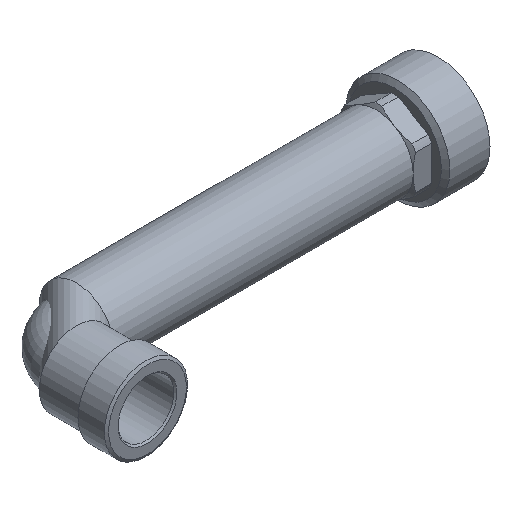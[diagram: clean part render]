
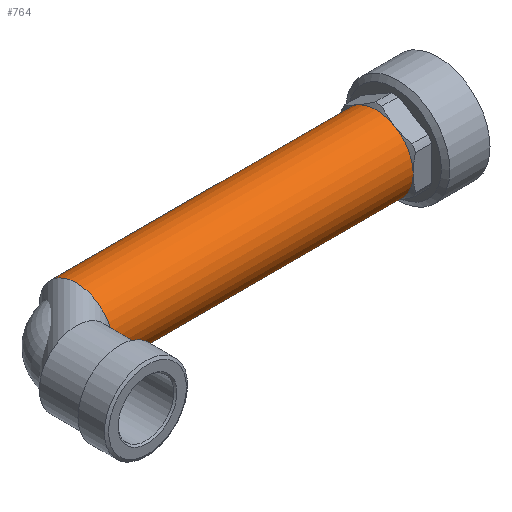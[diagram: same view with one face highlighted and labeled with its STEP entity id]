
A CAD part, isometric view. The second image highlights one B-rep face of the part: STEP entity #764.
In plain terms, the highlighted cylindrical face has radius 12 mm (diameter 24 mm), a full revolution.
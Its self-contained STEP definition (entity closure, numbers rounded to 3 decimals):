
#83=CYLINDRICAL_SURFACE('',#826,12.);
#140=ORIENTED_EDGE('',*,*,#261,.T.);
#141=ORIENTED_EDGE('',*,*,#258,.T.);
#142=ORIENTED_EDGE('',*,*,#255,.T.);
#143=ORIENTED_EDGE('',*,*,#249,.T.);
#144=ORIENTED_EDGE('',*,*,#251,.T.);
#145=ORIENTED_EDGE('',*,*,#264,.T.);
#146=ORIENTED_EDGE('',*,*,#266,.F.);
#249=EDGE_CURVE('',#315,#314,#349,.T.);
#251=EDGE_CURVE('',#314,#316,#350,.T.);
#255=EDGE_CURVE('',#317,#315,#351,.T.);
#258=EDGE_CURVE('',#318,#317,#352,.T.);
#261=EDGE_CURVE('',#319,#318,#353,.T.);
#264=EDGE_CURVE('',#316,#319,#354,.T.);
#266=EDGE_CURVE('',#320,#320,#355,.F.);
#314=VERTEX_POINT('',#1100);
#315=VERTEX_POINT('',#1102);
#316=VERTEX_POINT('',#1109);
#317=VERTEX_POINT('',#1124);
#318=VERTEX_POINT('',#1135);
#319=VERTEX_POINT('',#1146);
#320=VERTEX_POINT('',#1163);
#349=CIRCLE('',#815,12.);
#350=CIRCLE('',#817,12.);
#351=CIRCLE('',#819,12.);
#352=CIRCLE('',#821,12.);
#353=CIRCLE('',#823,12.);
#354=CIRCLE('',#825,12.);
#355=CIRCLE('',#827,12.);
#385=EDGE_LOOP('',(#140,#141,#142,#143,#144,#145));
#386=EDGE_LOOP('',(#146));
#440=FACE_BOUND('',#385,.T.);
#441=FACE_BOUND('',#386,.T.);
#764=ADVANCED_FACE('',(#440,#441),#83,.T.);
#815=AXIS2_PLACEMENT_3D('',#1101,#925,#926);
#817=AXIS2_PLACEMENT_3D('',#1108,#929,#930);
#819=AXIS2_PLACEMENT_3D('',#1123,#933,#934);
#821=AXIS2_PLACEMENT_3D('',#1134,#937,#938);
#823=AXIS2_PLACEMENT_3D('',#1145,#941,#942);
#825=AXIS2_PLACEMENT_3D('',#1156,#945,#946);
#826=AXIS2_PLACEMENT_3D('',#1161,#947,#948);
#827=AXIS2_PLACEMENT_3D('',#1162,#949,#950);
#925=DIRECTION('',(-1.,0.,0.));
#926=DIRECTION('',(0.,-1.,0.));
#929=DIRECTION('',(-1.,0.,0.));
#930=DIRECTION('',(0.,-1.,0.));
#933=DIRECTION('',(-1.,0.,0.));
#934=DIRECTION('',(0.,-1.,0.));
#937=DIRECTION('',(-1.,0.,0.));
#938=DIRECTION('',(0.,-1.,0.));
#941=DIRECTION('',(-1.,0.,0.));
#942=DIRECTION('',(0.,-1.,0.));
#945=DIRECTION('',(-1.,0.,0.));
#946=DIRECTION('',(0.,-1.,0.));
#947=DIRECTION('',(1.,0.,0.));
#948=DIRECTION('',(0.,0.,-1.));
#949=DIRECTION('',(1.,0.,0.));
#950=DIRECTION('',(0.,-1.,0.));
#1100=CARTESIAN_POINT('',(109.,6.,-10.392));
#1101=CARTESIAN_POINT('',(109.,0.,0.));
#1102=CARTESIAN_POINT('',(109.,12.,0.));
#1108=CARTESIAN_POINT('',(109.,0.,0.));
#1109=CARTESIAN_POINT('',(109.,-6.,-10.392));
#1123=CARTESIAN_POINT('',(109.,0.,0.));
#1124=CARTESIAN_POINT('',(109.,6.,10.392));
#1134=CARTESIAN_POINT('',(109.,0.,0.));
#1135=CARTESIAN_POINT('',(109.,-6.,10.392));
#1145=CARTESIAN_POINT('',(109.,0.,0.));
#1146=CARTESIAN_POINT('',(109.,-12.,0.));
#1156=CARTESIAN_POINT('',(109.,0.,0.));
#1161=CARTESIAN_POINT('',(12.,0.,0.));
#1162=CARTESIAN_POINT('',(12.,0.,0.));
#1163=CARTESIAN_POINT('',(12.,-12.,0.));
